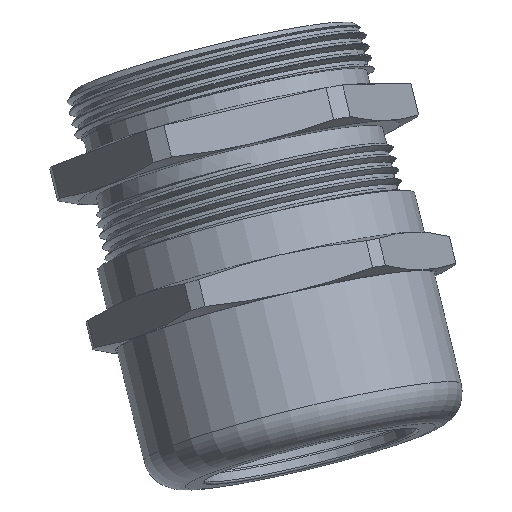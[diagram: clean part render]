
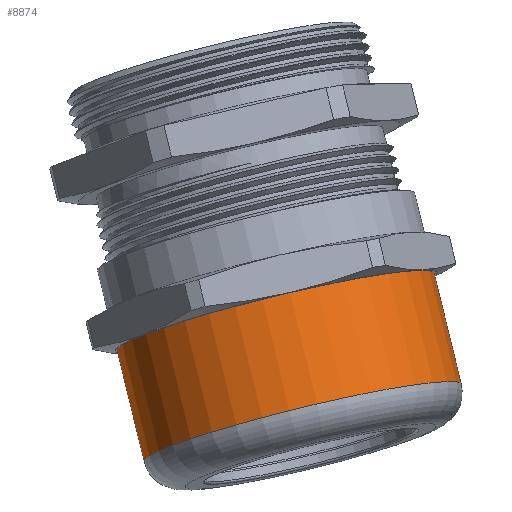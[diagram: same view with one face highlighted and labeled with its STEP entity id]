
A CAD part, left-side view. The second image highlights one B-rep face of the part: STEP entity #8874.
In plain terms, the highlighted cylindrical face has radius 21.19 mm (diameter 42.38 mm), a full revolution.
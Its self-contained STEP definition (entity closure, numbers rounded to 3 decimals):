
#1820=FACE_BOUND('',#2869,.T.);
#2307=FACE_OUTER_BOUND('',#2868,.T.);
#2868=EDGE_LOOP('',(#8233));
#2869=EDGE_LOOP('',(#8234));
#3384=CIRCLE('',#9943,21.19);
#3391=CIRCLE('',#9957,21.19);
#4287=VERTEX_POINT('',#21555);
#4294=VERTEX_POINT('',#21576);
#5601=EDGE_CURVE('',#4287,#4287,#3384,.T.);
#5608=EDGE_CURVE('',#4294,#4294,#3391,.T.);
#8233=ORIENTED_EDGE('',*,*,#5608,.T.);
#8234=ORIENTED_EDGE('',*,*,#5601,.F.);
#8387=CYLINDRICAL_SURFACE('',#9958,21.19);
#8874=ADVANCED_FACE('',(#2307,#1820),#8387,.T.);
#9943=AXIS2_PLACEMENT_3D('',#21556,#12499,#12500);
#9957=AXIS2_PLACEMENT_3D('',#21577,#12527,#12528);
#9958=AXIS2_PLACEMENT_3D('',#21578,#12529,#12530);
#12499=DIRECTION('center_axis',(1.,0.,0.));
#12500=DIRECTION('ref_axis',(0.,0.,-1.));
#12527=DIRECTION('center_axis',(1.,0.,0.));
#12528=DIRECTION('ref_axis',(0.,0.,-1.));
#12529=DIRECTION('center_axis',(1.,0.,0.));
#12530=DIRECTION('ref_axis',(0.,1.,0.));
#21555=CARTESIAN_POINT('',(-10.75,21.19,0.));
#21556=CARTESIAN_POINT('Origin',(-10.75,0.,0.));
#21576=CARTESIAN_POINT('',(-25.65,21.19,0.));
#21577=CARTESIAN_POINT('Origin',(-25.65,0.,0.));
#21578=CARTESIAN_POINT('Origin',(-18.2,0.,0.));
